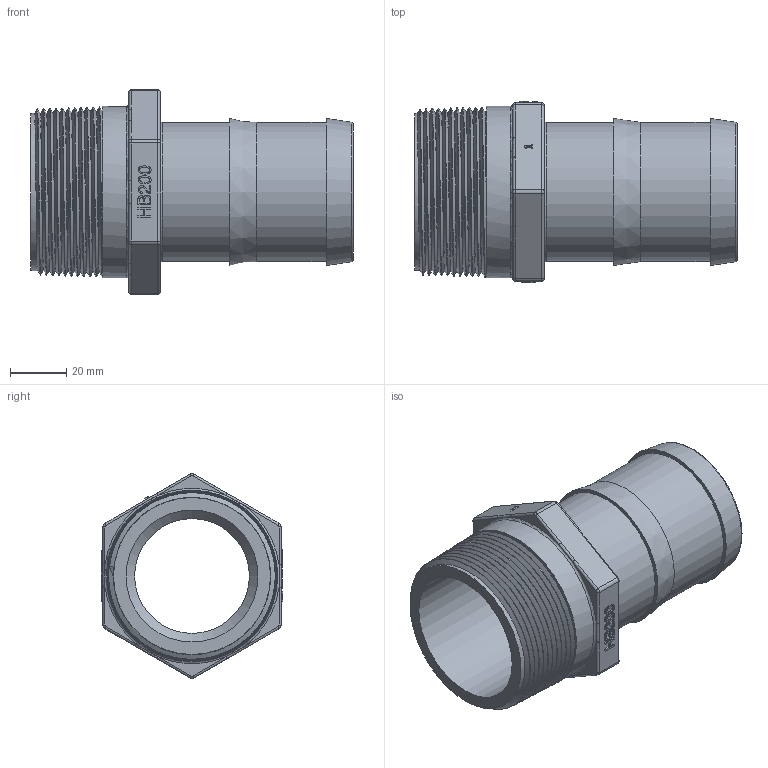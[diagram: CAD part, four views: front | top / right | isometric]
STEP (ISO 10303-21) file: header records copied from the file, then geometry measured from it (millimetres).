
FILE_DESCRIPTION((''),'2;1');
FILE_NAME('HB200.stp','2012-09-21T07:27:35',('areid'),(''),'Autodesk Inventor 2012','Autodesk Inventor 2012','');
FILE_SCHEMA(('AUTOMOTIVE_DESIGN { 1 0 10303 214 1 1 1 1 }'));
Length unit declared in the file: inch
Products named in the file (1): HB200
Bounding box: 114.81 x 64.52 x 72.85 mm (x, y, z)
Volume: 101214.8 mm3; surface area: 42972.9 mm2
Topology: 1 solids, 1 shells, 426 faces, 1103 edges, 721 vertices
Faces by surface type: plane 228, bspline 151, cylinder 29, cone 15, torus 3
Full cylindrical faces by diameter (mm): 40.894 x1, 46.99 x1, 49.53 x2, 60.96 x1
Entity records: 15741 total; most frequent: CARTESIAN_POINT 6599, ORIENTED_EDGE 2114, DIRECTION 1386, EDGE_CURVE 1057, VERTEX_POINT 698, VECTOR 690, LINE 690, EDGE_LOOP 471
